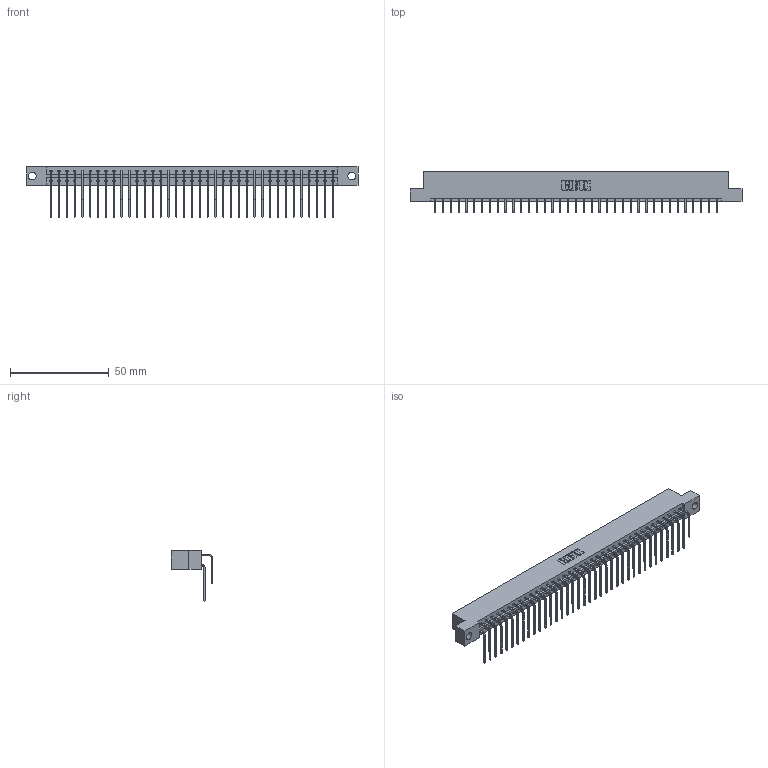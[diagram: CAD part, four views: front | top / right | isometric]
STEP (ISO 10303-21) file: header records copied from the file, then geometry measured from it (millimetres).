
FILE_DESCRIPTION (( 'STEP AP203' ), '1' );
FILE_NAME ('333-074-559-204.STEP', '2018-08-04T22:23:40', ( '' ), ( '' ), 'SwSTEP 2.0', 'SolidWorks 2016', '' );
FILE_SCHEMA (( 'CONFIG_CONTROL_DESIGN' ));
Length unit declared in the file: inch
Products named in the file (4): 333 Part_Flush - .156 Dia - TH; 345-292-001_558 559 Tail - 1; 345-292-001_559 Tail - 2; 333-074-559-204
Assembly tree (75 placements, depth 2):
  333-074-559-204
    333 Part_Flush - .156 Dia - TH
    345-292-001_558 559 Tail - 1  x37
    345-292-001_559 Tail - 2  x37
Bounding box: 168.15 x 20.9 x 25.53 mm (x, y, z)
Volume: 17459.2 mm3; surface area: 22513.2 mm2
Topology: 75 solids, 75 shells, 4110 faces, 12225 edges, 8050 vertices
Faces by surface type: plane 2882, cylinder 1228
Entity records: 26237 total; most frequent: CARTESIAN_POINT 4405, ORIENTED_EDGE 4290, DIRECTION 3753, EDGE_CURVE 2145, LINE 1977, VECTOR 1977, VERTEX_POINT 1426, AXIS2_PLACEMENT_3D 888
